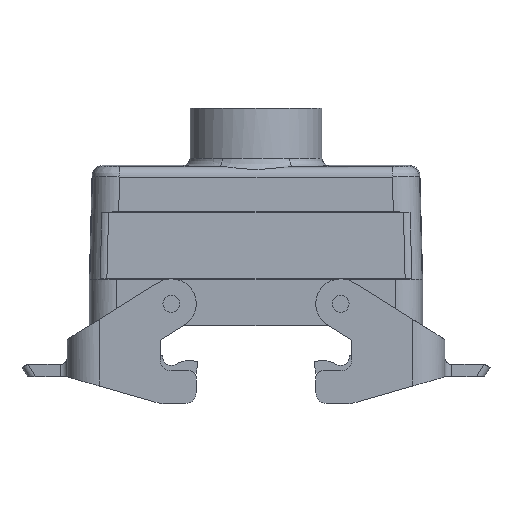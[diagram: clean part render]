
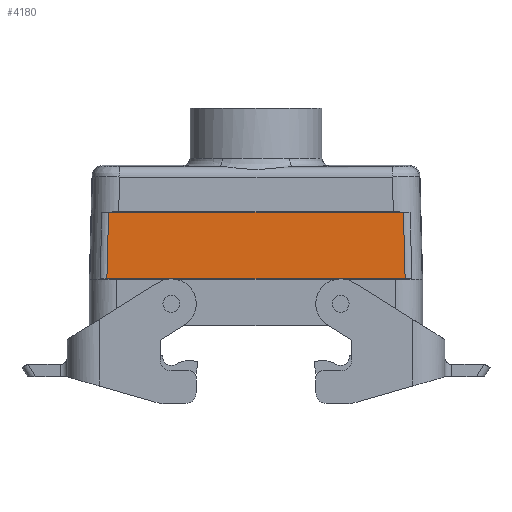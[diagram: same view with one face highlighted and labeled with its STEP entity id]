
A CAD part, front view. The second image highlights one B-rep face of the part: STEP entity #4180.
In plain terms, the highlighted planar face has unit normal (0, -1, 0.024).
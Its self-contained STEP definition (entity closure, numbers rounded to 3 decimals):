
#2219=LINE('',#12360,#2872);
#2220=LINE('',#12363,#2873);
#2221=LINE('',#12365,#2874);
#2222=LINE('',#12367,#2875);
#2872=VECTOR('',#10132,1.);
#2873=VECTOR('',#10133,1.);
#2874=VECTOR('',#10134,1.);
#2875=VECTOR('',#10135,1.);
#3563=PLANE('',#9381);
#3797=FACE_OUTER_BOUND('',#4715,.T.);
#4180=ADVANCED_FACE('',(#3797),#3563,.T.);
#4715=EDGE_LOOP('',(#5253,#5254,#5255,#5256));
#5253=ORIENTED_EDGE('',*,*,#7955,.F.);
#5254=ORIENTED_EDGE('',*,*,#7956,.T.);
#5255=ORIENTED_EDGE('',*,*,#7957,.F.);
#5256=ORIENTED_EDGE('',*,*,#7958,.T.);
#7288=VERTEX_POINT('',#12361);
#7289=VERTEX_POINT('',#12362);
#7290=VERTEX_POINT('',#12364);
#7291=VERTEX_POINT('',#12366);
#7955=EDGE_CURVE('',#7288,#7289,#2219,.T.);
#7956=EDGE_CURVE('',#7288,#7290,#2220,.T.);
#7957=EDGE_CURVE('',#7291,#7290,#2221,.T.);
#7958=EDGE_CURVE('',#7291,#7289,#2222,.T.);
#9381=AXIS2_PLACEMENT_3D('',#12368,#10136,#10137);
#10132=DIRECTION('',(-1.,0.,0.));
#10133=DIRECTION('',(-0.026,0.024,0.999));
#10134=DIRECTION('',(1.,0.,0.));
#10135=DIRECTION('',(-0.026,-0.024,-0.999));
#10136=DIRECTION('',(0.,-1.,0.024));
#10137=DIRECTION('',(0.,0.024,1.));
#12360=CARTESIAN_POINT('',(-51.425,-20.496,4.027));
#12361=CARTESIAN_POINT('',(41.831,-20.496,4.027));
#12362=CARTESIAN_POINT('',(-41.831,-20.496,4.027));
#12363=CARTESIAN_POINT('',(41.357,-20.06,22.415));
#12364=CARTESIAN_POINT('',(41.35,-20.053,22.674));
#12365=CARTESIAN_POINT('',(-51.425,-20.053,22.674));
#12366=CARTESIAN_POINT('',(-41.35,-20.053,22.674));
#12367=CARTESIAN_POINT('',(-41.357,-20.06,22.415));
#12368=CARTESIAN_POINT('',(-51.425,-20.053,22.674));
